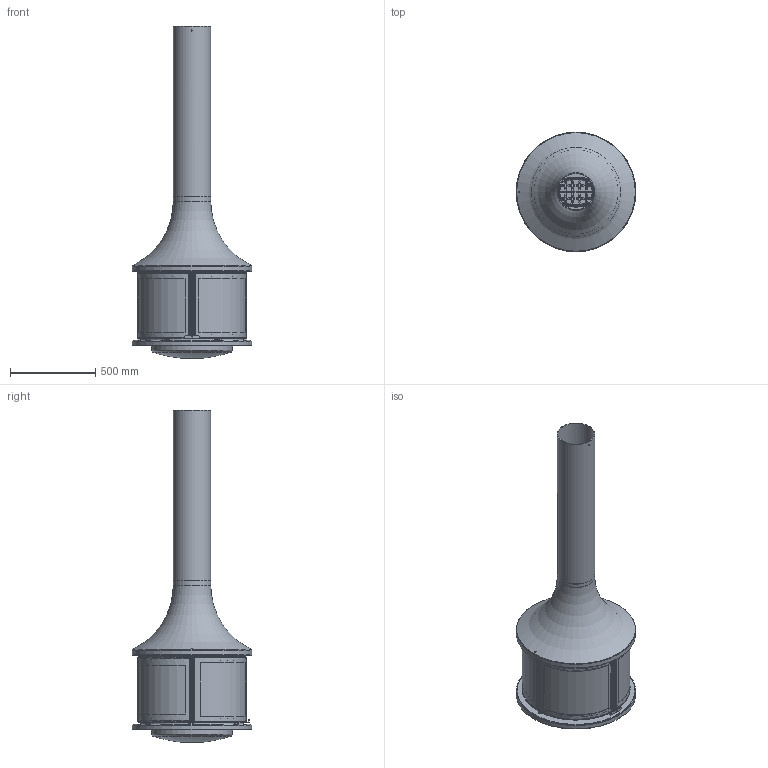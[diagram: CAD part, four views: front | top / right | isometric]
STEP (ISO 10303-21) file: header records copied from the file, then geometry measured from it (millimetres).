
FILE_DESCRIPTION(('STEP AP214'),'1');
FILE_NAME('.stp','2017-01-10T08:30:10',(' '),(' '),'Spatial InterOp 3D',' ',' ');
FILE_SCHEMA(('automotive_design'));
Length unit declared in the file: millimetre
Products named in the file (79): baguette vitre AV (Miroir); Conduit 1000; loquet de fermeture; grille; hotte; baguette vitre AV; baguette vitre fixe ARDD (Miroir); baguette vitre fixe ARDD; baguette vitre fixe ARGD; baguette vitre fixe; plateau; MONTANT (Miroir); MONTANT; porte droite SR 2 8; porte droite SR 2; porte droite SR 2 2; porte droite SR 2 3; porte droite SR 2 4; porte droite SR 2 5; porte droite SR 2 6; porte droite SR 2 7; arrière gauche SR 7; arrière gauche SR; arrière gauche SR 2; arrière gauche SR 3; arrière gauche SR 4; arrière gauche SR 5; arrière gauche SR 6; arrière droite SR base  7; arrière droite SR base ; arrière droite SR base  2; arrière droite SR base  3; arrière droite SR base  4; arrière droite SR base  5; arrière droite SR base  6; porte gauche SR base 8; porte gauche SR base; porte gauche SR base 2; porte gauche SR base 3; porte gauche SR base 4 ...
Assembly tree (78 placements, depth 7):
  (unnamed)
    baguette vitre AV (Miroir)
    Conduit 1000
    loquet de fermeture
    grille
    hotte
    baguette vitre AV
    baguette vitre fixe ARDD (Miroir)
    baguette vitre fixe ARDD
    baguette vitre fixe ARGD
    baguette vitre fixe
    plateau
    MONTANT (Miroir)
    MONTANT
    porte droite SR 2 8
      porte droite SR 2
      porte droite SR 2 2
      porte droite SR 2 3
      porte droite SR 2 4
      porte droite SR 2 5
      porte droite SR 2 6
      porte droite SR 2 7
    arrière gauche SR 7
      arrière gauche SR
      arrière gauche SR 2
      arrière gauche SR 3
      arrière gauche SR 4
      arrière gauche SR 5
      arrière gauche SR 6
    arrière droite SR base  7
      arrière droite SR base 
      arrière droite SR base  2
      arrière droite SR base  3
      arrière droite SR base  4
      arrière droite SR base  5
      arrière droite SR base  6
    porte gauche SR base 8
      porte gauche SR base
      porte gauche SR base 2
      porte gauche SR base 3
      porte gauche SR base 4
      porte gauche SR base 5
      porte gauche SR base 6
      porte gauche SR base 7
    fonte haute et basse 8
      fonte haute et basse 2 2
      fonte haute et basse 3
      fonte haute et basse 4
      fonte haute et basse 5
      fonte haute et basse 6
      fonte haute et basse 7
      fonte haute et basse 3 2
        fonte haute et basse 2
        fonte haute et basse
      Léa 998 Centrale Foyer Fermé Sérigraphié-1
        Léa 998 Centrale Foyer Fermé Sérigraphié
          Léa 998 Centrale Foyer Fermé Sérigraphié sur pied
            Léa 998 Centrale Foyer Fermé Sérigraphié
              Léa 998 Centrale Foyer Fermé Sérigraphié
              Léa 998 Centrale Foyer Fermé Sérigraphié
Bounding box: 700 x 700 x 1942.18 mm (x, y, z)
Volume: 21205078.4 mm3; surface area: 24382651.2 mm2
Topology: 51 solids, 67 shells, 5575 faces, 14108 edges, 8424 vertices
Faces by surface type: plane 1674, cylinder 1391, bspline 1141, extrusion 436, torus 330, cone 303, sphere 300
Full cylindrical faces by diameter (mm): 3.5 x32, 4 x39, 4.2 x18, 5 x36, 6 x2, 7 x1, 8.5 x1, 9 x6, 9.2 x1, 10 x4, 213 x2, 219 x2, 470 x1, 504 x1, 674 x1, 694 x2, 700 x2
Entity records: 329347 total; most frequent: CARTESIAN_POINT 160362, ORIENTED_EDGE 26749, DIRECTION 23083, EDGE_CURVE 13394, AXIS2_PLACEMENT_3D 8584, VERTEX_POINT 8321, EDGE_LOOP 6291, VECTOR 5915
